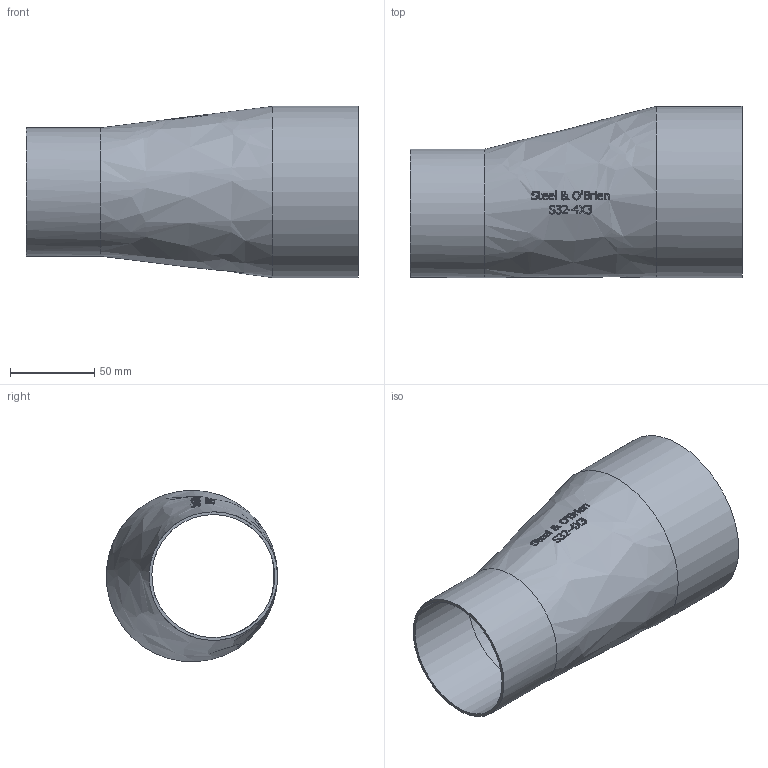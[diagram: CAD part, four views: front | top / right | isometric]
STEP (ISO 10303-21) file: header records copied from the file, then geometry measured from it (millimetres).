
FILE_DESCRIPTION(/* description */ (''),/* implementation_level */ '2;1');
FILE_NAME(/* name */ 'S32-4X3.stp',/* time_stamp */ '2018-11-28T13:56:56-05:00',/* author */ ('rick'),/* organization */ (''),/* preprocessor_version */ 'ST-DEVELOPER v15.2',/* originating_system */ 'Autodesk Inventor 2014',/* authorisation */ '');
FILE_SCHEMA (('AUTOMOTIVE_DESIGN { 1 0 10303 214 3 1 1 }'));
Length unit declared in the file: inch
Products named in the file (1): S32-4X3
Bounding box: 196.85 x 101.49 x 101.54 mm (x, y, z)
Volume: 103119.3 mm3; surface area: 109858.5 mm2
Topology: 1 solids, 1 shells, 363 faces, 1008 edges, 674 vertices
Faces by surface type: bspline 221, plane 138, cylinder 4
Full cylindrical faces by diameter (mm): 72.898 x1, 76.2 x1, 97.384 x1, 101.6 x1
Entity records: 15262 total; most frequent: CARTESIAN_POINT 7680, ORIENTED_EDGE 2000, EDGE_CURVE 1000, DIRECTION 804, VERTEX_POINT 670, B_SPLINE_CURVE_WITH_KNOTS 526, EDGE_LOOP 396, ADVANCED_FACE 363
